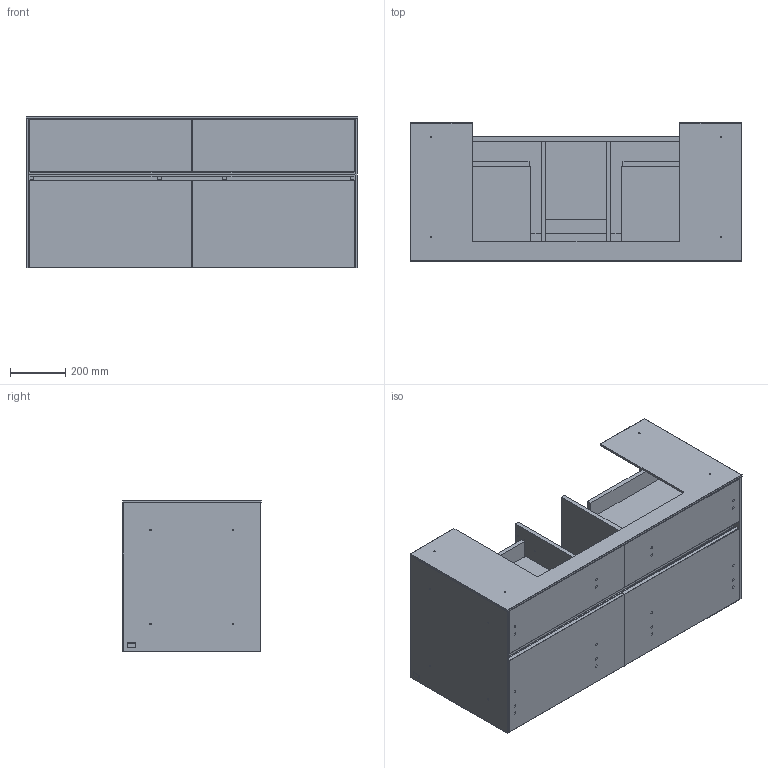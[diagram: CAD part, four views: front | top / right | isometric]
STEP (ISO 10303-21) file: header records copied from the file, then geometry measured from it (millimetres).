
FILE_DESCRIPTION((' '),'2;1');
FILE_NAME('C087B0.stp','2022-04-21T14:26:49',(' '),(' '),' ','ACIS',' ');
FILE_SCHEMA(('CONFIG_CONTROL_DESIGN'));
Length unit declared in the file: millimetre
Products named in the file (32): C087B0.stp; Körper1; Körper2; Körper3; Körper4; Körper5; Körper6; Körper7; Körper8; Körper9; Körper10; Körper11; Körper12; Körper13; Körper14; Körper15; Körper16; Körper17; Körper18; Körper19; Körper20; Körper21; Körper22; Körper23; Körper24; Körper25; Körper26; Körper27; Körper28; Körper29; Körper30; Körper31
Assembly tree (31 placements, depth 2):
  C087B0.stp
    Körper1
    Körper2
    Körper3
    Körper4
    Körper5
    Körper6
    Körper7
    Körper8
    Körper9
    Körper10
    Körper11
    Körper12
    Körper13
    Körper14
    Körper15
    Körper16
    Körper17
    Körper18
    Körper19
    Körper20
    Körper21
    Körper22
    Körper23
    Körper24
    Körper25
    Körper26
    Körper27
    Körper28
    Körper29
    Körper30
    Körper31
Bounding box: 1200 x 500 x 548 mm (x, y, z)
Volume: 56103185.5 mm3; surface area: 8968484.7 mm2
Topology: 31 solids, 31 shells, 1067 faces, 2218 edges, 1466 vertices
Faces by surface type: plane 692, cylinder 371, sphere 4
Full cylindrical faces by diameter (mm): 3 x64, 5 x46, 8 x77, 8.02 x64, 10 x24
Entity records: 31078 total; most frequent: DIRECTION 4881, CARTESIAN_POINT 4407, ORIENTED_EDGE 3750, AXIS2_PLACEMENT_3D 1876, EDGE_CURVE 1875, EDGE_LOOP 1641, VERTEX_POINT 1402, VECTOR 1129
